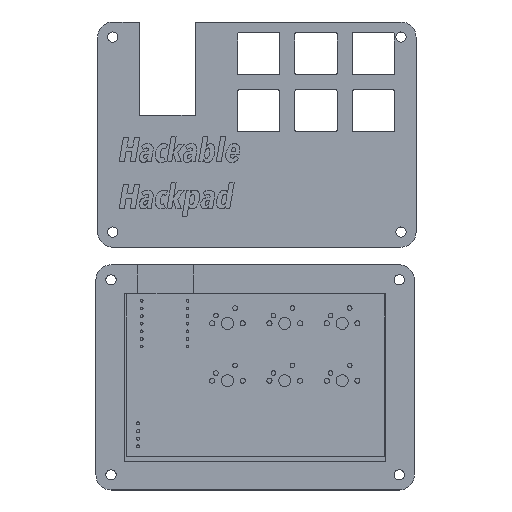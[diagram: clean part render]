
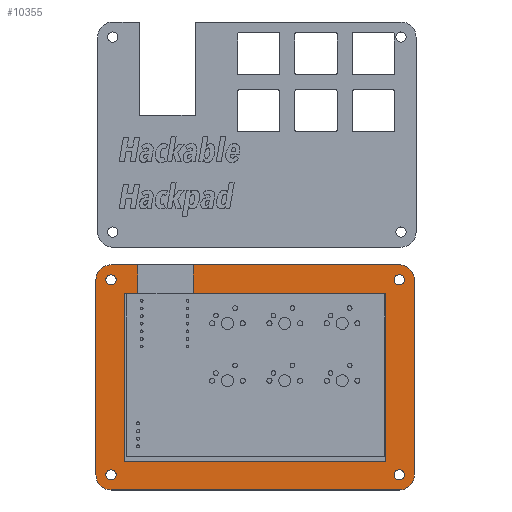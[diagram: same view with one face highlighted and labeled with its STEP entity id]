
A CAD part, top view. The second image highlights one B-rep face of the part: STEP entity #10355.
In plain terms, the highlighted planar face has unit normal (0, 0, 1).
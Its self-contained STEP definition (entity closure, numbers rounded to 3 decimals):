
#880=FACE_BOUND('',#1794,.T.);
#881=FACE_BOUND('',#1795,.T.);
#882=FACE_BOUND('',#1796,.T.);
#883=FACE_BOUND('',#1797,.T.);
#1031=PLANE('',#10962);
#1227=FACE_OUTER_BOUND('',#1793,.T.);
#1793=EDGE_LOOP('',(#7068,#7069,#7070,#7071,#7072,#7073,#7074,#7075,#7076,
#7077,#7078,#7079,#7080,#7081,#7082,#7083));
#1794=EDGE_LOOP('',(#7084));
#1795=EDGE_LOOP('',(#7085));
#1796=EDGE_LOOP('',(#7086));
#1797=EDGE_LOOP('',(#7087));
#2511=LINE('',#13263,#3364);
#2512=LINE('',#13267,#3365);
#2513=LINE('',#13269,#3366);
#2514=LINE('',#13271,#3367);
#2515=LINE('',#13273,#3368);
#2516=LINE('',#13275,#3369);
#2517=LINE('',#13277,#3370);
#2518=LINE('',#13279,#3371);
#2519=LINE('',#13281,#3372);
#2520=LINE('',#13283,#3373);
#2521=LINE('',#13287,#3374);
#2522=LINE('',#13290,#3375);
#3364=VECTOR('',#11451,10.);
#3365=VECTOR('',#11454,10.);
#3366=VECTOR('',#11455,10.);
#3367=VECTOR('',#11456,10.);
#3368=VECTOR('',#11457,10.);
#3369=VECTOR('',#11458,10.);
#3370=VECTOR('',#11459,10.);
#3371=VECTOR('',#11460,10.);
#3372=VECTOR('',#11461,10.);
#3373=VECTOR('',#11462,10.);
#3374=VECTOR('',#11465,10.);
#3375=VECTOR('',#11468,10.);
#4215=CIRCLE('',#10960,5.);
#4217=CIRCLE('',#10963,5.);
#4218=CIRCLE('',#10964,5.);
#4219=CIRCLE('',#10965,5.);
#4220=CIRCLE('',#10966,1.7);
#4221=CIRCLE('',#10967,1.7);
#4222=CIRCLE('',#10968,1.7);
#4223=CIRCLE('',#10969,1.7);
#4399=VERTEX_POINT('',#13253);
#4400=VERTEX_POINT('',#13254);
#4403=VERTEX_POINT('',#13262);
#4404=VERTEX_POINT('',#13264);
#4405=VERTEX_POINT('',#13266);
#4406=VERTEX_POINT('',#13268);
#4407=VERTEX_POINT('',#13270);
#4408=VERTEX_POINT('',#13272);
#4409=VERTEX_POINT('',#13274);
#4410=VERTEX_POINT('',#13276);
#4411=VERTEX_POINT('',#13278);
#4412=VERTEX_POINT('',#13280);
#4413=VERTEX_POINT('',#13282);
#4414=VERTEX_POINT('',#13284);
#4415=VERTEX_POINT('',#13286);
#4416=VERTEX_POINT('',#13288);
#4417=VERTEX_POINT('',#13291);
#4418=VERTEX_POINT('',#13293);
#4419=VERTEX_POINT('',#13295);
#4420=VERTEX_POINT('',#13297);
#5465=EDGE_CURVE('',#4399,#4400,#4215,.T.);
#5469=EDGE_CURVE('',#4399,#4403,#2511,.T.);
#5470=EDGE_CURVE('',#4404,#4403,#4217,.T.);
#5471=EDGE_CURVE('',#4404,#4405,#2512,.T.);
#5472=EDGE_CURVE('',#4405,#4406,#2513,.T.);
#5473=EDGE_CURVE('',#4406,#4407,#2514,.T.);
#5474=EDGE_CURVE('',#4407,#4408,#2515,.T.);
#5475=EDGE_CURVE('',#4408,#4409,#2516,.T.);
#5476=EDGE_CURVE('',#4409,#4410,#2517,.T.);
#5477=EDGE_CURVE('',#4410,#4411,#2518,.T.);
#5478=EDGE_CURVE('',#4411,#4412,#2519,.T.);
#5479=EDGE_CURVE('',#4412,#4413,#2520,.T.);
#5480=EDGE_CURVE('',#4414,#4413,#4218,.T.);
#5481=EDGE_CURVE('',#4414,#4415,#2521,.T.);
#5482=EDGE_CURVE('',#4416,#4415,#4219,.T.);
#5483=EDGE_CURVE('',#4416,#4400,#2522,.T.);
#5484=EDGE_CURVE('',#4417,#4417,#4220,.T.);
#5485=EDGE_CURVE('',#4418,#4418,#4221,.T.);
#5486=EDGE_CURVE('',#4419,#4419,#4222,.T.);
#5487=EDGE_CURVE('',#4420,#4420,#4223,.T.);
#7068=ORIENTED_EDGE('',*,*,#5465,.F.);
#7069=ORIENTED_EDGE('',*,*,#5469,.T.);
#7070=ORIENTED_EDGE('',*,*,#5470,.F.);
#7071=ORIENTED_EDGE('',*,*,#5471,.T.);
#7072=ORIENTED_EDGE('',*,*,#5472,.T.);
#7073=ORIENTED_EDGE('',*,*,#5473,.T.);
#7074=ORIENTED_EDGE('',*,*,#5474,.T.);
#7075=ORIENTED_EDGE('',*,*,#5475,.T.);
#7076=ORIENTED_EDGE('',*,*,#5476,.T.);
#7077=ORIENTED_EDGE('',*,*,#5477,.T.);
#7078=ORIENTED_EDGE('',*,*,#5478,.T.);
#7079=ORIENTED_EDGE('',*,*,#5479,.T.);
#7080=ORIENTED_EDGE('',*,*,#5480,.F.);
#7081=ORIENTED_EDGE('',*,*,#5481,.T.);
#7082=ORIENTED_EDGE('',*,*,#5482,.F.);
#7083=ORIENTED_EDGE('',*,*,#5483,.T.);
#7084=ORIENTED_EDGE('',*,*,#5484,.T.);
#7085=ORIENTED_EDGE('',*,*,#5485,.T.);
#7086=ORIENTED_EDGE('',*,*,#5486,.T.);
#7087=ORIENTED_EDGE('',*,*,#5487,.T.);
#10355=ADVANCED_FACE('',(#1227,#880,#881,#882,#883),#1031,.T.);
#10960=AXIS2_PLACEMENT_3D('',#13255,#11443,#11444);
#10962=AXIS2_PLACEMENT_3D('',#13261,#11449,#11450);
#10963=AXIS2_PLACEMENT_3D('',#13265,#11452,#11453);
#10964=AXIS2_PLACEMENT_3D('',#13285,#11463,#11464);
#10965=AXIS2_PLACEMENT_3D('',#13289,#11466,#11467);
#10966=AXIS2_PLACEMENT_3D('',#13292,#11469,#11470);
#10967=AXIS2_PLACEMENT_3D('',#13294,#11471,#11472);
#10968=AXIS2_PLACEMENT_3D('',#13296,#11473,#11474);
#10969=AXIS2_PLACEMENT_3D('',#13298,#11475,#11476);
#11443=DIRECTION('center_axis',(0.,0.,-1.));
#11444=DIRECTION('ref_axis',(0.707,-0.707,0.));
#11449=DIRECTION('center_axis',(0.,0.,1.));
#11450=DIRECTION('ref_axis',(1.,0.,0.));
#11451=DIRECTION('',(0.,1.,0.));
#11452=DIRECTION('center_axis',(0.,0.,-1.));
#11453=DIRECTION('ref_axis',(0.707,0.707,0.));
#11454=DIRECTION('',(-1.,0.,0.));
#11455=DIRECTION('',(0.,-1.,0.));
#11456=DIRECTION('',(1.,0.,0.));
#11457=DIRECTION('',(0.,-1.,0.));
#11458=DIRECTION('',(-1.,0.,0.));
#11459=DIRECTION('',(0.,1.,0.));
#11460=DIRECTION('',(1.,0.,0.));
#11461=DIRECTION('',(0.,1.,0.));
#11462=DIRECTION('',(-1.,0.,0.));
#11463=DIRECTION('center_axis',(0.,0.,-1.));
#11464=DIRECTION('ref_axis',(-0.707,0.707,0.));
#11465=DIRECTION('',(0.,-1.,0.));
#11466=DIRECTION('center_axis',(0.,0.,-1.));
#11467=DIRECTION('ref_axis',(-0.707,-0.707,0.));
#11468=DIRECTION('',(1.,0.,0.));
#11469=DIRECTION('center_axis',(0.,0.,-1.));
#11470=DIRECTION('ref_axis',(1.,0.,0.));
#11471=DIRECTION('center_axis',(0.,0.,-1.));
#11472=DIRECTION('ref_axis',(1.,0.,0.));
#11473=DIRECTION('center_axis',(0.,0.,-1.));
#11474=DIRECTION('ref_axis',(1.,0.,0.));
#11475=DIRECTION('center_axis',(0.,0.,-1.));
#11476=DIRECTION('ref_axis',(1.,0.,0.));
#13253=CARTESIAN_POINT('',(96.225,-4.473,13.));
#13254=CARTESIAN_POINT('',(91.225,-9.473,13.));
#13255=CARTESIAN_POINT('Origin',(91.225,-4.473,13.));
#13261=CARTESIAN_POINT('Origin',(91.225,60.296,13.));
#13262=CARTESIAN_POINT('',(96.225,60.296,13.));
#13263=CARTESIAN_POINT('',(96.225,-9.473,13.));
#13264=CARTESIAN_POINT('',(91.225,65.296,13.));
#13265=CARTESIAN_POINT('Origin',(91.225,60.296,13.));
#13266=CARTESIAN_POINT('',(22.879,65.296,13.));
#13267=CARTESIAN_POINT('',(96.225,65.296,13.));
#13268=CARTESIAN_POINT('',(22.879,55.796,13.));
#13269=CARTESIAN_POINT('',(22.879,62.796,13.));
#13270=CARTESIAN_POINT('',(86.725,55.796,13.));
#13271=CARTESIAN_POINT('',(86.725,55.796,13.));
#13272=CARTESIAN_POINT('',(86.725,0.,13.));
#13273=CARTESIAN_POINT('',(86.725,0.,13.));
#13274=CARTESIAN_POINT('',(0.,0.,13.));
#13275=CARTESIAN_POINT('',(0.,0.,13.));
#13276=CARTESIAN_POINT('',(0.,55.796,13.));
#13277=CARTESIAN_POINT('',(0.,55.796,13.));
#13278=CARTESIAN_POINT('',(4.379,55.796,13.));
#13279=CARTESIAN_POINT('',(86.725,55.796,13.));
#13280=CARTESIAN_POINT('',(4.379,65.296,13.));
#13281=CARTESIAN_POINT('',(4.379,58.046,13.));
#13282=CARTESIAN_POINT('',(-4.5,65.296,13.));
#13283=CARTESIAN_POINT('',(96.225,65.296,13.));
#13284=CARTESIAN_POINT('',(-9.5,60.296,13.));
#13285=CARTESIAN_POINT('Origin',(-4.5,60.296,13.));
#13286=CARTESIAN_POINT('',(-9.5,-4.473,13.));
#13287=CARTESIAN_POINT('',(-9.5,65.296,13.));
#13288=CARTESIAN_POINT('',(-4.5,-9.473,13.));
#13289=CARTESIAN_POINT('Origin',(-4.5,-4.473,13.));
#13290=CARTESIAN_POINT('',(-9.5,-9.473,13.));
#13291=CARTESIAN_POINT('',(89.525,60.296,13.));
#13292=CARTESIAN_POINT('Origin',(91.225,60.296,13.));
#13293=CARTESIAN_POINT('',(-6.2,-4.473,13.));
#13294=CARTESIAN_POINT('Origin',(-4.5,-4.473,13.));
#13295=CARTESIAN_POINT('',(-6.2,60.296,13.));
#13296=CARTESIAN_POINT('Origin',(-4.5,60.296,13.));
#13297=CARTESIAN_POINT('',(89.525,-4.473,13.));
#13298=CARTESIAN_POINT('Origin',(91.225,-4.473,13.));
